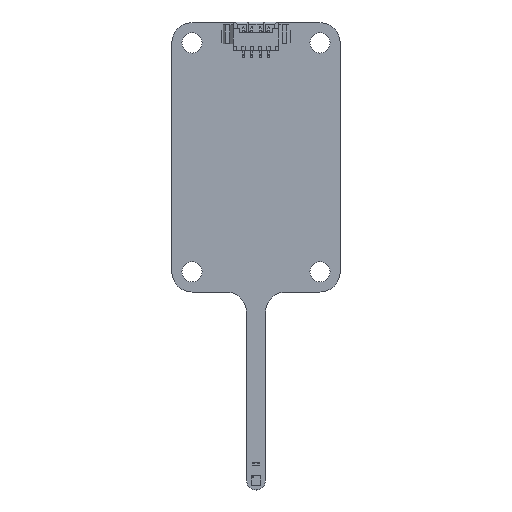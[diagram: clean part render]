
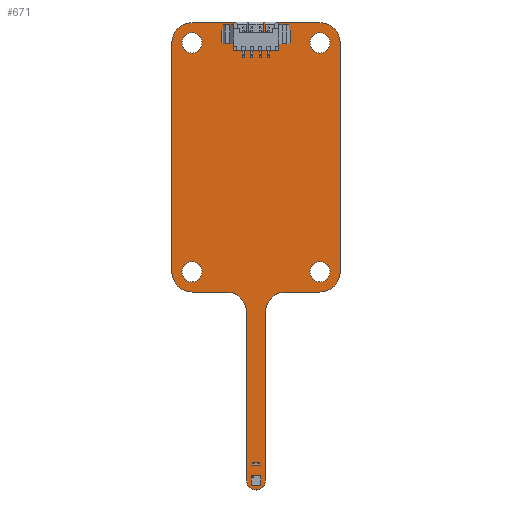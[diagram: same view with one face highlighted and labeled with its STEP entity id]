
A CAD part, top view. The second image highlights one B-rep face of the part: STEP entity #671.
In plain terms, the highlighted planar face has unit normal (0, 0, 1).
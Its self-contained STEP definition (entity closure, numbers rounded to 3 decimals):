
#64 = VERTEX_POINT('',#65);
#65 = CARTESIAN_POINT('',(-9.5,28.,1.598));
#71 = EDGE_CURVE('',#64,#72,#74,.T.);
#72 = VERTEX_POINT('',#73);
#73 = CARTESIAN_POINT('',(-12.5,31.,1.598));
#74 = CIRCLE('',#75,3.001);
#75 = AXIS2_PLACEMENT_3D('',#76,#77,#78);
#76 = CARTESIAN_POINT('',(-9.499,31.001,1.598));
#77 = DIRECTION('',(0.,0.,-1.));
#78 = DIRECTION('',(0.,-1.,-0.));
#104 = EDGE_CURVE('',#72,#105,#107,.T.);
#105 = VERTEX_POINT('',#106);
#106 = CARTESIAN_POINT('',(-12.5,65.,1.598));
#107 = LINE('',#108,#109);
#108 = CARTESIAN_POINT('',(-12.5,31.,1.598));
#109 = VECTOR('',#110,1.);
#110 = DIRECTION('',(0.,1.,0.));
#135 = EDGE_CURVE('',#105,#136,#138,.T.);
#136 = VERTEX_POINT('',#137);
#137 = CARTESIAN_POINT('',(-9.5,68.,1.598));
#138 = CIRCLE('',#139,3.001);
#139 = AXIS2_PLACEMENT_3D('',#140,#141,#142);
#140 = CARTESIAN_POINT('',(-9.499,64.999,1.598));
#141 = DIRECTION('',(0.,0.,-1.));
#142 = DIRECTION('',(-1.,0.,0.));
#168 = EDGE_CURVE('',#136,#169,#171,.T.);
#169 = VERTEX_POINT('',#170);
#170 = CARTESIAN_POINT('',(9.5,68.,1.598));
#171 = LINE('',#172,#173);
#172 = CARTESIAN_POINT('',(-9.5,68.,1.598));
#173 = VECTOR('',#174,1.);
#174 = DIRECTION('',(1.,0.,0.));
#199 = EDGE_CURVE('',#169,#200,#202,.T.);
#200 = VERTEX_POINT('',#201);
#201 = CARTESIAN_POINT('',(12.5,65.,1.598));
#202 = CIRCLE('',#203,3.001);
#203 = AXIS2_PLACEMENT_3D('',#204,#205,#206);
#204 = CARTESIAN_POINT('',(9.499,64.999,1.598));
#205 = DIRECTION('',(0.,0.,-1.));
#206 = DIRECTION('',(0.,1.,0.));
#232 = EDGE_CURVE('',#200,#233,#235,.T.);
#233 = VERTEX_POINT('',#234);
#234 = CARTESIAN_POINT('',(12.5,31.,1.598));
#235 = LINE('',#236,#237);
#236 = CARTESIAN_POINT('',(12.5,65.,1.598));
#237 = VECTOR('',#238,1.);
#238 = DIRECTION('',(0.,-1.,0.));
#263 = EDGE_CURVE('',#233,#264,#266,.T.);
#264 = VERTEX_POINT('',#265);
#265 = CARTESIAN_POINT('',(9.5,28.,1.598));
#266 = CIRCLE('',#267,3.001);
#267 = AXIS2_PLACEMENT_3D('',#268,#269,#270);
#268 = CARTESIAN_POINT('',(9.499,31.001,1.598));
#269 = DIRECTION('',(0.,0.,-1.));
#270 = DIRECTION('',(1.,0.,0.));
#296 = EDGE_CURVE('',#264,#297,#299,.T.);
#297 = VERTEX_POINT('',#298);
#298 = CARTESIAN_POINT('',(4.4,28.,1.598));
#299 = LINE('',#300,#301);
#300 = CARTESIAN_POINT('',(9.5,28.,1.598));
#301 = VECTOR('',#302,1.);
#302 = DIRECTION('',(-1.,0.,0.));
#327 = EDGE_CURVE('',#297,#328,#330,.T.);
#328 = VERTEX_POINT('',#329);
#329 = CARTESIAN_POINT('',(1.4,25.,1.598));
#330 = CIRCLE('',#331,3.001);
#331 = AXIS2_PLACEMENT_3D('',#332,#333,#334);
#332 = CARTESIAN_POINT('',(4.401,24.999,1.598));
#333 = DIRECTION('',(0.,0.,1.));
#334 = DIRECTION('',(0.,1.,0.));
#360 = EDGE_CURVE('',#328,#361,#363,.T.);
#361 = VERTEX_POINT('',#362);
#362 = CARTESIAN_POINT('',(1.4,0.,1.598));
#363 = LINE('',#364,#365);
#364 = CARTESIAN_POINT('',(1.4,25.,1.598));
#365 = VECTOR('',#366,1.);
#366 = DIRECTION('',(0.,-1.,0.));
#391 = EDGE_CURVE('',#361,#392,#394,.T.);
#392 = VERTEX_POINT('',#393);
#393 = CARTESIAN_POINT('',(-1.4,0.,1.598));
#394 = CIRCLE('',#395,1.4);
#395 = AXIS2_PLACEMENT_3D('',#396,#397,#398);
#396 = CARTESIAN_POINT('',(0.,0.,1.598));
#397 = DIRECTION('',(-0.,0.,-1.));
#398 = DIRECTION('',(1.,0.,-0.));
#424 = EDGE_CURVE('',#392,#425,#427,.T.);
#425 = VERTEX_POINT('',#426);
#426 = CARTESIAN_POINT('',(-1.4,25.,1.598));
#427 = LINE('',#428,#429);
#428 = CARTESIAN_POINT('',(-1.4,0.,1.598));
#429 = VECTOR('',#430,1.);
#430 = DIRECTION('',(0.,1.,0.));
#455 = EDGE_CURVE('',#425,#456,#458,.T.);
#456 = VERTEX_POINT('',#457);
#457 = CARTESIAN_POINT('',(-4.4,28.,1.598));
#458 = CIRCLE('',#459,3.001);
#459 = AXIS2_PLACEMENT_3D('',#460,#461,#462);
#460 = CARTESIAN_POINT('',(-4.401,24.999,1.598));
#461 = DIRECTION('',(0.,0.,1.));
#462 = DIRECTION('',(1.,0.,-0.));
#488 = EDGE_CURVE('',#456,#64,#489,.T.);
#489 = LINE('',#490,#491);
#490 = CARTESIAN_POINT('',(-4.4,28.,1.598));
#491 = VECTOR('',#492,1.);
#492 = DIRECTION('',(-1.,0.,0.));
#512 = VERTEX_POINT('',#513);
#513 = CARTESIAN_POINT('',(-8.,31.,1.598));
#519 = EDGE_CURVE('',#512,#512,#520,.T.);
#520 = CIRCLE('',#521,1.5);
#521 = AXIS2_PLACEMENT_3D('',#522,#523,#524);
#522 = CARTESIAN_POINT('',(-9.5,31.,1.598));
#523 = DIRECTION('',(0.,0.,1.));
#524 = DIRECTION('',(1.,0.,-0.));
#545 = VERTEX_POINT('',#546);
#546 = CARTESIAN_POINT('',(-8.,65.,1.598));
#552 = EDGE_CURVE('',#545,#545,#553,.T.);
#553 = CIRCLE('',#554,1.5);
#554 = AXIS2_PLACEMENT_3D('',#555,#556,#557);
#555 = CARTESIAN_POINT('',(-9.5,65.,1.598));
#556 = DIRECTION('',(0.,0.,1.));
#557 = DIRECTION('',(1.,0.,-0.));
#578 = VERTEX_POINT('',#579);
#579 = CARTESIAN_POINT('',(11.,31.,1.598));
#585 = EDGE_CURVE('',#578,#578,#586,.T.);
#586 = CIRCLE('',#587,1.5);
#587 = AXIS2_PLACEMENT_3D('',#588,#589,#590);
#588 = CARTESIAN_POINT('',(9.5,31.,1.598));
#589 = DIRECTION('',(0.,0.,1.));
#590 = DIRECTION('',(1.,0.,-0.));
#611 = VERTEX_POINT('',#612);
#612 = CARTESIAN_POINT('',(11.,65.,1.598));
#618 = EDGE_CURVE('',#611,#611,#619,.T.);
#619 = CIRCLE('',#620,1.5);
#620 = AXIS2_PLACEMENT_3D('',#621,#622,#623);
#621 = CARTESIAN_POINT('',(9.5,65.,1.598));
#622 = DIRECTION('',(0.,0.,1.));
#623 = DIRECTION('',(1.,0.,-0.));
#671 = ADVANCED_FACE('',(#672,#688,#691,#694,#697),#700,.F.);
#672 = FACE_BOUND('',#673,.F.);
#673 = EDGE_LOOP('',(#674,#675,#676,#677,#678,#679,#680,#681,#682,#683,
    #684,#685,#686,#687));
#674 = ORIENTED_EDGE('',*,*,#71,.T.);
#675 = ORIENTED_EDGE('',*,*,#104,.T.);
#676 = ORIENTED_EDGE('',*,*,#135,.T.);
#677 = ORIENTED_EDGE('',*,*,#168,.T.);
#678 = ORIENTED_EDGE('',*,*,#199,.T.);
#679 = ORIENTED_EDGE('',*,*,#232,.T.);
#680 = ORIENTED_EDGE('',*,*,#263,.T.);
#681 = ORIENTED_EDGE('',*,*,#296,.T.);
#682 = ORIENTED_EDGE('',*,*,#327,.T.);
#683 = ORIENTED_EDGE('',*,*,#360,.T.);
#684 = ORIENTED_EDGE('',*,*,#391,.T.);
#685 = ORIENTED_EDGE('',*,*,#424,.T.);
#686 = ORIENTED_EDGE('',*,*,#455,.T.);
#687 = ORIENTED_EDGE('',*,*,#488,.T.);
#688 = FACE_BOUND('',#689,.F.);
#689 = EDGE_LOOP('',(#690));
#690 = ORIENTED_EDGE('',*,*,#519,.T.);
#691 = FACE_BOUND('',#692,.F.);
#692 = EDGE_LOOP('',(#693));
#693 = ORIENTED_EDGE('',*,*,#552,.T.);
#694 = FACE_BOUND('',#695,.F.);
#695 = EDGE_LOOP('',(#696));
#696 = ORIENTED_EDGE('',*,*,#585,.T.);
#697 = FACE_BOUND('',#698,.F.);
#698 = EDGE_LOOP('',(#699));
#699 = ORIENTED_EDGE('',*,*,#618,.T.);
#700 = PLANE('',#701);
#701 = AXIS2_PLACEMENT_3D('',#702,#703,#704);
#702 = CARTESIAN_POINT('',(0.,36.844,
    1.598));
#703 = DIRECTION('',(-0.,-0.,-1.));
#704 = DIRECTION('',(-1.,0.,0.));
